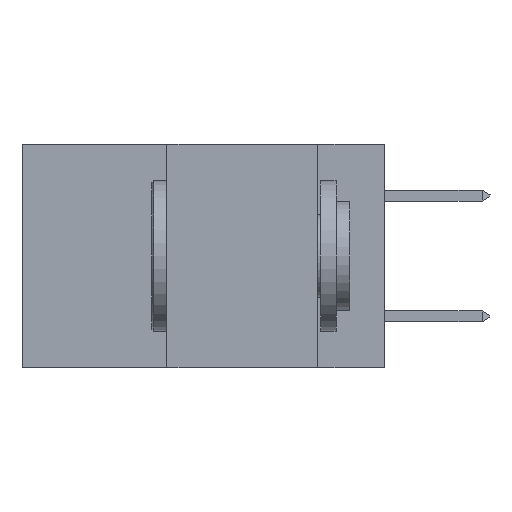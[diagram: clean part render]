
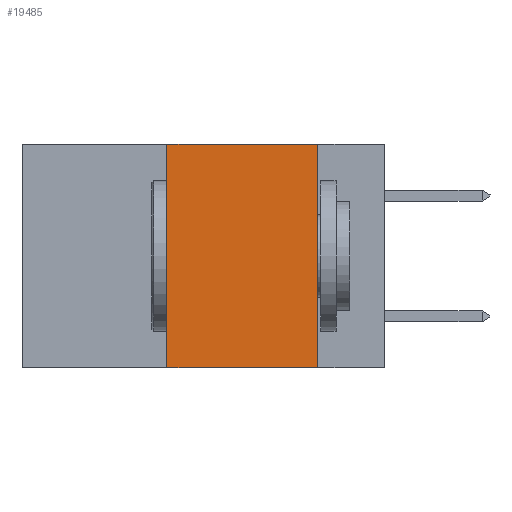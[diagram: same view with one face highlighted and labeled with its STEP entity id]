
A CAD part, left-side view. The second image highlights one B-rep face of the part: STEP entity #19485.
In plain terms, the highlighted planar face has unit normal (-1, 0, 0).
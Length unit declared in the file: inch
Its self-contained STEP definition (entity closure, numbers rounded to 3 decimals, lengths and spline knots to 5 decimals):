
#423 = DIRECTION ( 'NONE',  ( 0., 0., -1. ) ) ;
#524 = LINE ( 'NONE', #19549, #3641 ) ;
#913 = ORIENTED_EDGE ( 'NONE', *, *, #24750, .F. ) ;
#921 = VECTOR ( 'NONE', #12684, 39.37008 ) ;
#1568 = CARTESIAN_POINT ( 'NONE',  ( 0., 0.36, 0. ) ) ;
#1802 = VERTEX_POINT ( 'NONE', #27027 ) ;
#2087 = ORIENTED_EDGE ( 'NONE', *, *, #19880, .F. ) ;
#2440 = AXIS2_PLACEMENT_3D ( 'NONE', #5099, #2837, #7049 ) ;
#2837 = DIRECTION ( 'NONE',  ( 1., 0., 0. ) ) ;
#3641 = VECTOR ( 'NONE', #12957, 39.37008 ) ;
#4881 = EDGE_LOOP ( 'NONE', ( #913, #9862, #2087, #28203 ) ) ;
#5099 = CARTESIAN_POINT ( 'NONE',  ( 0., 0.6, 0. ) ) ;
#5677 = EDGE_CURVE ( 'NONE', #21324, #23845, #524, .T. ) ;
#6089 = VECTOR ( 'NONE', #423, 39.37008 ) ;
#6108 = CARTESIAN_POINT ( 'NONE',  ( 0., 0.6, 0. ) ) ;
#6303 = LINE ( 'NONE', #1568, #13327 ) ;
#6502 = CARTESIAN_POINT ( 'NONE',  ( 0., 0.36, 0. ) ) ;
#7049 = DIRECTION ( 'NONE',  ( 0., 0., -1. ) ) ;
#9862 = ORIENTED_EDGE ( 'NONE', *, *, #23773, .F. ) ;
#12684 = DIRECTION ( 'NONE',  ( 0., -1., 0. ) ) ;
#12957 = DIRECTION ( 'NONE',  ( 0., -1., 0. ) ) ;
#13127 = CARTESIAN_POINT ( 'NONE',  ( 0., 0.11, 0. ) ) ;
#13327 = VECTOR ( 'NONE', #17137, 39.37008 ) ;
#15582 = LINE ( 'NONE', #6108, #921 ) ;
#17137 = DIRECTION ( 'NONE',  ( 0., 0., 1. ) ) ;
#17229 = VERTEX_POINT ( 'NONE', #6502 ) ;
#19485 = ADVANCED_FACE ( 'NONE', ( #26880 ), #27283, .F. ) ;
#19549 = CARTESIAN_POINT ( 'NONE',  ( 0., 0.6, -0.37 ) ) ;
#19880 = EDGE_CURVE ( 'NONE', #21324, #17229, #6303, .T. ) ;
#21324 = VERTEX_POINT ( 'NONE', #28704 ) ;
#23773 = EDGE_CURVE ( 'NONE', #17229, #1802, #15582, .T. ) ;
#23845 = VERTEX_POINT ( 'NONE', #25973 ) ;
#24750 = EDGE_CURVE ( 'NONE', #1802, #23845, #27682, .T. ) ;
#25973 = CARTESIAN_POINT ( 'NONE',  ( 0., 0.11, -0.37 ) ) ;
#26880 = FACE_OUTER_BOUND ( 'NONE', #4881, .T. ) ;
#27027 = CARTESIAN_POINT ( 'NONE',  ( 0., 0.11, 0. ) ) ;
#27283 = PLANE ( 'NONE',  #2440 ) ;
#27682 = LINE ( 'NONE', #13127, #6089 ) ;
#28203 = ORIENTED_EDGE ( 'NONE', *, *, #5677, .T. ) ;
#28704 = CARTESIAN_POINT ( 'NONE',  ( 0., 0.36, -0.37 ) ) ;
